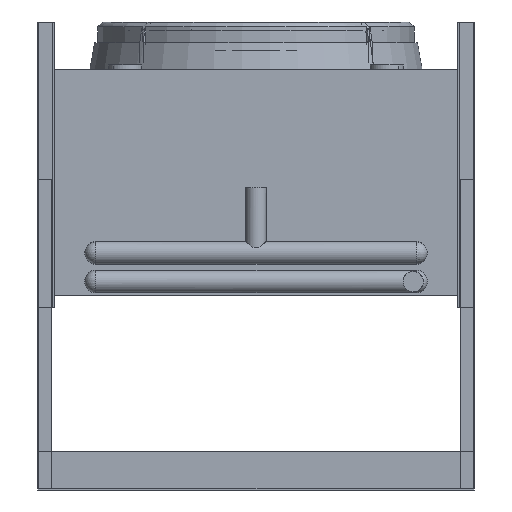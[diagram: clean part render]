
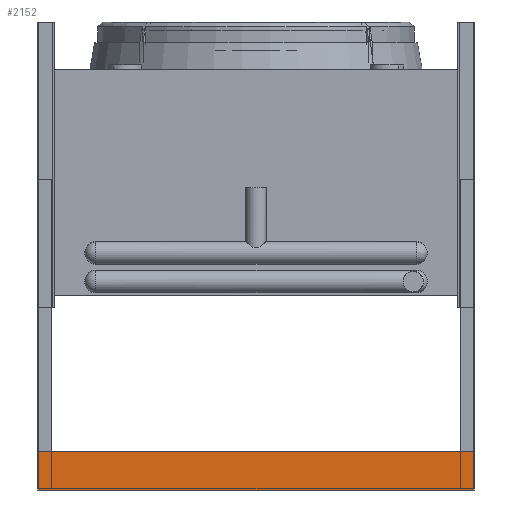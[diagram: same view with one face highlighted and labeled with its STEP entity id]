
A CAD part, left-side view. The second image highlights one B-rep face of the part: STEP entity #2152.
In plain terms, the highlighted planar face has unit normal (-1, 0, 0).
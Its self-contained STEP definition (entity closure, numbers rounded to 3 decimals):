
#2152=ADVANCED_FACE('',(#4577),#4578,.F.);
#4577=FACE_OUTER_BOUND('',#7038,.T.);
#4578=PLANE('',#7039);
#7038=EDGE_LOOP('',(#14126,#14127,#14128,#14129));
#7039=AXIS2_PLACEMENT_3D('',#14130,#14131,#14132);
#14126=ORIENTED_EDGE('',*,*,#17239,.T.);
#14127=ORIENTED_EDGE('',*,*,#17242,.F.);
#14128=ORIENTED_EDGE('',*,*,#17245,.F.);
#14129=ORIENTED_EDGE('',*,*,#17234,.F.);
#14130=CARTESIAN_POINT('',(28.575,0.0,-466.852));
#14131=DIRECTION('',(1.0,0.0,-0.0));
#14132=DIRECTION('',(0.0,0.0,1.0));
#17234=EDGE_CURVE('',#21538,#21540,#21541,.T.);
#17239=EDGE_CURVE('',#21538,#21546,#21548,.T.);
#17242=EDGE_CURVE('',#21551,#21546,#21553,.T.);
#17245=EDGE_CURVE('',#21540,#21551,#21556,.T.);
#21538=VERTEX_POINT('',#30499);
#21540=VERTEX_POINT('',#30502);
#21541=LINE('',#30503,#30504);
#21546=VERTEX_POINT('',#30511);
#21548=LINE('',#30514,#30515);
#21551=VERTEX_POINT('',#30518);
#21553=LINE('',#30521,#30522);
#21556=LINE('',#30526,#30527);
#30499=CARTESIAN_POINT('',(28.575,582.613,-416.052));
#30502=CARTESIAN_POINT('',(28.575,-582.613,-416.052));
#30503=CARTESIAN_POINT('',(28.575,0.0,-416.052));
#30504=VECTOR('',#34022,25.4);
#30511=CARTESIAN_POINT('',(28.575,582.613,-517.652));
#30514=CARTESIAN_POINT('',(28.575,582.613,-466.852));
#30515=VECTOR('',#34026,25.4);
#30518=CARTESIAN_POINT('',(28.575,-582.613,-517.652));
#30521=CARTESIAN_POINT('',(28.575,0.0,-517.652));
#30522=VECTOR('',#34028,25.4);
#30526=CARTESIAN_POINT('',(28.575,-582.613,-466.852));
#30527=VECTOR('',#34030,25.4);
#34022=DIRECTION('',(0.0,-1.0,0.0));
#34026=DIRECTION('',(0.0,0.0,-1.0));
#34028=DIRECTION('',(0.0,1.0,0.0));
#34030=DIRECTION('',(0.0,0.0,-1.0));
